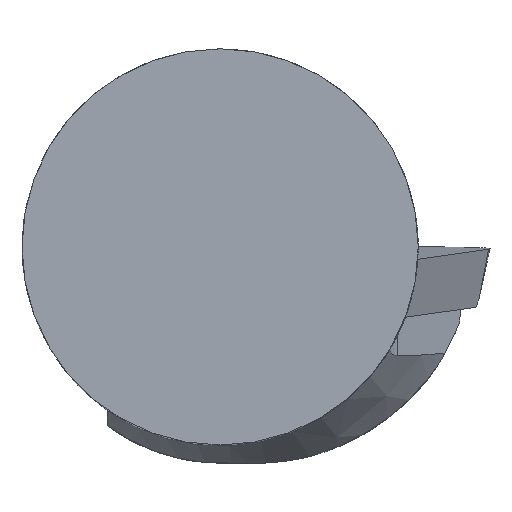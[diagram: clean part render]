
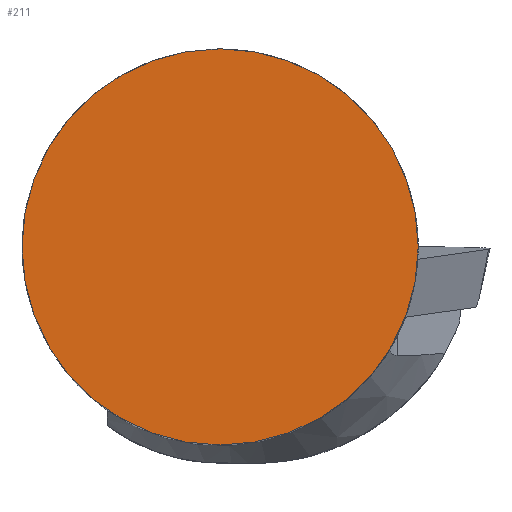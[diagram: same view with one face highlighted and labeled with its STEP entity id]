
A CAD part, top view. The second image highlights one B-rep face of the part: STEP entity #211.
In plain terms, the highlighted planar face has unit normal (0, 0, 1).
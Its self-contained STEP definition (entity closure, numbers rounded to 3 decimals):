
#156=CIRCLE('',#888,8.);
#211=ADVANCED_FACE('',(#270),#242,.T.);
#242=PLANE('',#921);
#270=FACE_OUTER_BOUND('',#311,.T.);
#311=EDGE_LOOP('',(#481));
#481=ORIENTED_EDGE('',*,*,#651,.T.);
#578=VERTEX_POINT('',#1383);
#651=EDGE_CURVE('',#578,#578,#156,.T.);
#888=AXIS2_PLACEMENT_3D('',#1382,#1000,#1001);
#921=AXIS2_PLACEMENT_3D('',#1485,#1082,#1083);
#1000=DIRECTION('',(0.,0.,1.));
#1001=DIRECTION('',(1.,0.,0.));
#1082=DIRECTION('',(0.,0.,1.));
#1083=DIRECTION('',(1.,0.,0.));
#1382=CARTESIAN_POINT('',(0.,0.,0.));
#1383=CARTESIAN_POINT('',(8.,0.,0.));
#1485=CARTESIAN_POINT('',(0.,0.,0.));
